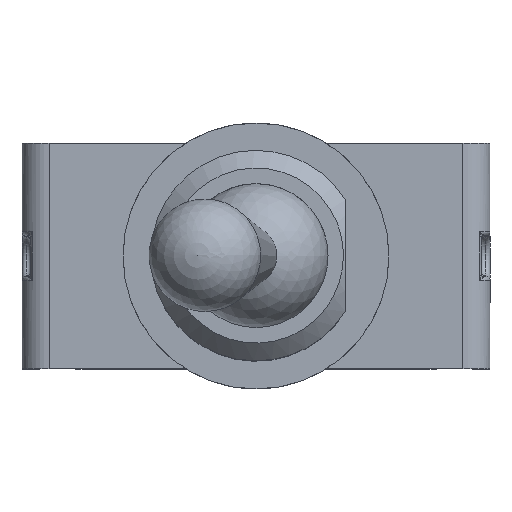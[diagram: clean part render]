
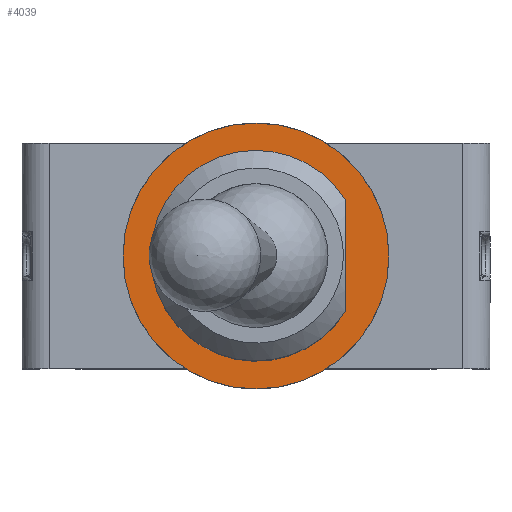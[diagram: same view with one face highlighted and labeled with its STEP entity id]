
A CAD part, top view. The second image highlights one B-rep face of the part: STEP entity #4039.
In plain terms, the highlighted planar face has unit normal (0, 0, 1).
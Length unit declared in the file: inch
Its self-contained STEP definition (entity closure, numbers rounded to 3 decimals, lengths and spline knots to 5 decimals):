
#225=CIRCLE('',#4375,0.0935);
#226=CIRCLE('',#4377,0.11811);
#264=FACE_BOUND('',#602,.T.);
#367=FACE_OUTER_BOUND('',#601,.T.);
#601=EDGE_LOOP('',(#3063));
#602=EDGE_LOOP('',(#3064,#3065));
#854=LINE('',#6728,#1246);
#1246=VECTOR('',#5008,0.3937);
#1750=VERTEX_POINT('',#6725);
#1751=VERTEX_POINT('',#6727);
#1753=VERTEX_POINT('',#6738);
#2224=EDGE_CURVE('',#1751,#1750,#854,.T.);
#2228=EDGE_CURVE('',#1750,#1751,#225,.T.);
#2229=EDGE_CURVE('',#1753,#1753,#226,.T.);
#3063=ORIENTED_EDGE('',*,*,#2229,.F.);
#3064=ORIENTED_EDGE('',*,*,#2224,.T.);
#3065=ORIENTED_EDGE('',*,*,#2228,.T.);
#3838=PLANE('',#4376);
#4039=ADVANCED_FACE('',(#367,#264),#3838,.F.);
#4375=AXIS2_PLACEMENT_3D('',#6736,#5019,#5020);
#4376=AXIS2_PLACEMENT_3D('',#6737,#5021,#5022);
#4377=AXIS2_PLACEMENT_3D('',#6739,#5023,#5024);
#5008=DIRECTION('',(0.,-1.,0.));
#5019=DIRECTION('center_axis',(0.,0.,
-1.));
#5020=DIRECTION('ref_axis',(-0.848,-0.529,0.));
#5021=DIRECTION('center_axis',(0.,0.,
-1.));
#5022=DIRECTION('ref_axis',(-1.,0.,0.));
#5023=DIRECTION('center_axis',(0.,0.,
-1.));
#5024=DIRECTION('ref_axis',(-1.,0.,0.));
#6725=CARTESIAN_POINT('',(0.07933,-0.04949,0.32441));
#6727=CARTESIAN_POINT('',(0.07933,0.04949,0.32441));
#6728=CARTESIAN_POINT('',(0.07933,0.02475,0.32441));
#6736=CARTESIAN_POINT('Origin',(0.,0.,
0.32441));
#6737=CARTESIAN_POINT('Origin',(0.,0.,
0.32441));
#6738=CARTESIAN_POINT('',(0.11811,0.,0.32441));
#6739=CARTESIAN_POINT('Origin',(0.,0.,
0.32441));
